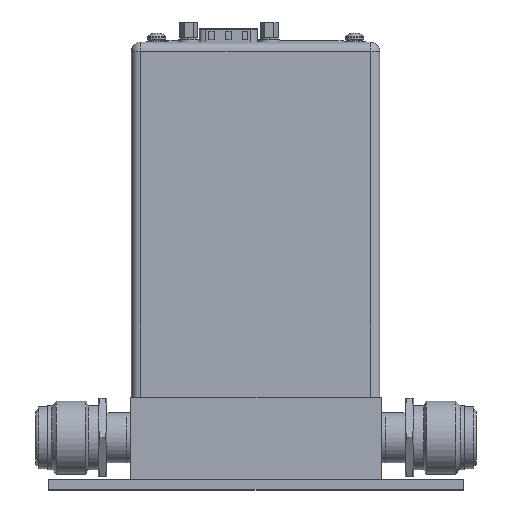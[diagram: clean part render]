
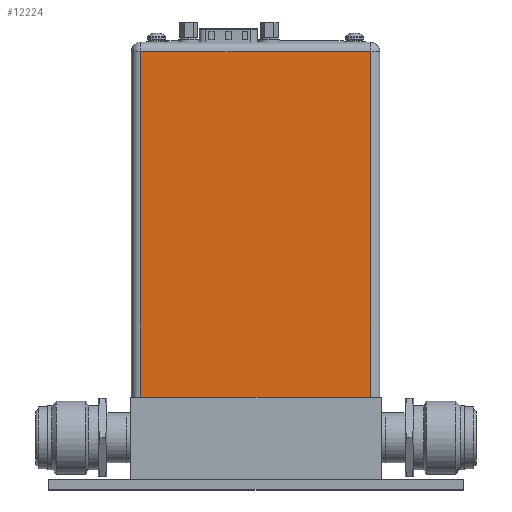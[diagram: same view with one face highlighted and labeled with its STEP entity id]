
A CAD part, top view. The second image highlights one B-rep face of the part: STEP entity #12224.
In plain terms, the highlighted planar face has unit normal (0, 0, 1).
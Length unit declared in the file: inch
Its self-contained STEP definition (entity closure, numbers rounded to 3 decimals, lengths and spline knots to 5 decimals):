
#11114=DIRECTION('',(0.,1.,0.));
#11115=VECTOR('',#11114,4.14);
#11116=CARTESIAN_POINT('',(1.3775,0.,1.425));
#11117=LINE('',#11116,#11115);
#11122=DIRECTION('',(-1.,0.,0.));
#11123=VECTOR('',#11122,2.755);
#11124=CARTESIAN_POINT('',(1.3775,0.,1.425));
#11125=LINE('',#11124,#11123);
#11130=DIRECTION('',(0.,-1.,0.));
#11131=VECTOR('',#11130,4.14);
#11132=CARTESIAN_POINT('',(-1.3775,4.14,1.425));
#11133=LINE('',#11132,#11131);
#11304=DIRECTION('',(-1.,0.,0.));
#11305=VECTOR('',#11304,2.755);
#11306=CARTESIAN_POINT('',(1.3775,4.14,1.425));
#11307=LINE('',#11306,#11305);
#11910=CARTESIAN_POINT('',(1.3775,0.,1.425));
#11912=VERTEX_POINT('',#11910);
#11924=CARTESIAN_POINT('',(-1.3775,0.,1.425));
#11925=VERTEX_POINT('',#11924);
#12082=CARTESIAN_POINT('',(1.3775,4.14,1.425));
#12083=VERTEX_POINT('',#12082);
#12084=CARTESIAN_POINT('',(-1.3775,4.14,1.425));
#12085=VERTEX_POINT('',#12084);
#12211=CARTESIAN_POINT('',(-1.4875,0.,1.425));
#12212=DIRECTION('',(0.,0.,1.));
#12213=DIRECTION('',(1.,0.,0.));
#12214=AXIS2_PLACEMENT_3D('',#12211,#12212,#12213);
#12215=PLANE('',#12214);
#12216=ORIENTED_EDGE('',*,*,#12202,.F.);
#12217=ORIENTED_EDGE('',*,*,#12173,.T.);
#12219=ORIENTED_EDGE('',*,*,#12218,.F.);
#12221=ORIENTED_EDGE('',*,*,#12220,.F.);
#12222=EDGE_LOOP('',(#12216,#12217,#12219,#12221));
#12223=FACE_OUTER_BOUND('',#12222,.F.);
#12224=ADVANCED_FACE('',(#12223),#12215,.T.);
#12173=EDGE_CURVE('',#11912,#11925,#11125,.T.);
#12202=EDGE_CURVE('',#11912,#12083,#11117,.T.);
#12218=EDGE_CURVE('',#12085,#11925,#11133,.T.);
#12220=EDGE_CURVE('',#12083,#12085,#11307,.T.);
